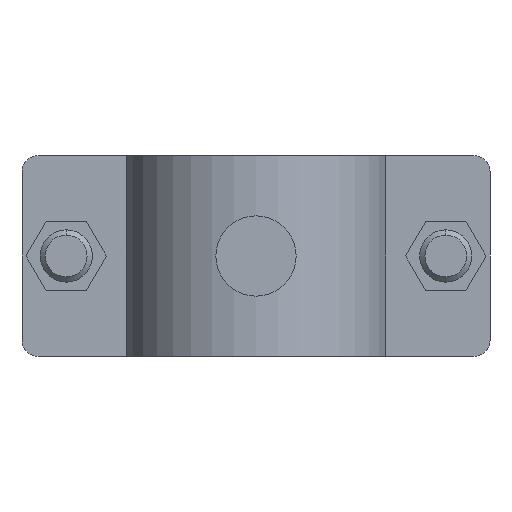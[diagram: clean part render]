
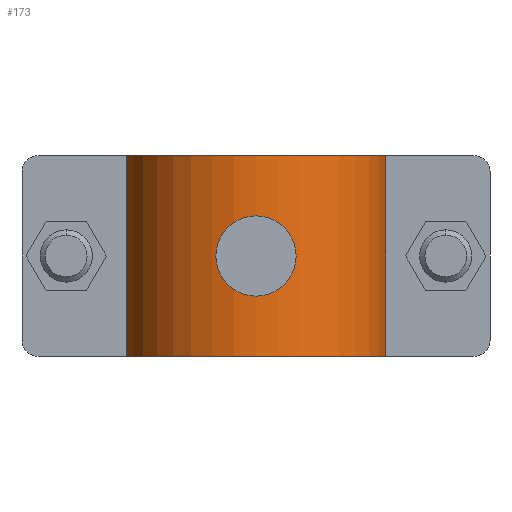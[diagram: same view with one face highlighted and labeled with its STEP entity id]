
A CAD part, front view. The second image highlights one B-rep face of the part: STEP entity #173.
In plain terms, the highlighted cylindrical face has radius 16.5 mm (diameter 33 mm), a partial arc.
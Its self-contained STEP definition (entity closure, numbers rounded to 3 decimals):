
#7 = FACE_OUTER_BOUND ( 'NONE', #2216, .T. ) ;
#173 = ADVANCED_FACE ( 'NONE', ( #7 ), #2129, .T. ) ;
#380 = CARTESIAN_POINT ( 'NONE',  ( 0., 0., 12.5 ) ) ;
#529 = CARTESIAN_POINT ( 'NONE',  ( 16.125, -3.5, 12.5 ) ) ;
#552 = VERTEX_POINT ( 'NONE', #2528 ) ;
#621 = ORIENTED_EDGE ( 'NONE', *, *, #1315, .T. ) ;
#635 = AXIS2_PLACEMENT_3D ( 'NONE', #1891, #1230, #1050 ) ;
#665 = ORIENTED_EDGE ( 'NONE', *, *, #732, .T. ) ;
#670 = DIRECTION ( 'NONE',  ( 0., 0., -1. ) ) ;
#732 = EDGE_CURVE ( 'NONE', #1844, #1267, #2415, .T. ) ;
#768 = CARTESIAN_POINT ( 'NONE',  ( -16.125, -3.5, -12.5 ) ) ;
#852 = EDGE_CURVE ( 'NONE', #1844, #2444, #1120, .T. ) ;
#907 = DIRECTION ( 'NONE',  ( -1., 0., 0. ) ) ;
#1050 = DIRECTION ( 'NONE',  ( 1., 0., 0. ) ) ;
#1112 = DIRECTION ( 'NONE',  ( 0., 0., -1. ) ) ;
#1120 = CIRCLE ( 'NONE', #2635, 16.5 ) ;
#1230 = DIRECTION ( 'NONE',  ( 0., 0., 1. ) ) ;
#1267 = VERTEX_POINT ( 'NONE', #768 ) ;
#1304 = VECTOR ( 'NONE', #1775, 1000. ) ;
#1315 = EDGE_CURVE ( 'NONE', #1267, #552, #1799, .T. ) ;
#1529 = CARTESIAN_POINT ( 'NONE',  ( 16.125, -3.5, 12.5 ) ) ;
#1624 = EDGE_CURVE ( 'NONE', #2444, #552, #2045, .T. ) ;
#1642 = DIRECTION ( 'NONE',  ( 1., 0., 0. ) ) ;
#1652 = ORIENTED_EDGE ( 'NONE', *, *, #1624, .F. ) ;
#1775 = DIRECTION ( 'NONE',  ( 0., 0., -1. ) ) ;
#1799 = CIRCLE ( 'NONE', #635, 16.5 ) ;
#1844 = VERTEX_POINT ( 'NONE', #2320 ) ;
#1891 = CARTESIAN_POINT ( 'NONE',  ( 0., 0., -12.5 ) ) ;
#2045 = LINE ( 'NONE', #529, #1304 ) ;
#2129 = CYLINDRICAL_SURFACE ( 'NONE', #2723, 16.5 ) ;
#2142 = CARTESIAN_POINT ( 'NONE',  ( 0., 0., 12.5 ) ) ;
#2216 = EDGE_LOOP ( 'NONE', ( #621, #1652, #2357, #665 ) ) ;
#2320 = CARTESIAN_POINT ( 'NONE',  ( -16.125, -3.5, 12.5 ) ) ;
#2357 = ORIENTED_EDGE ( 'NONE', *, *, #852, .F. ) ;
#2415 = LINE ( 'NONE', #2662, #2583 ) ;
#2444 = VERTEX_POINT ( 'NONE', #1529 ) ;
#2528 = CARTESIAN_POINT ( 'NONE',  ( 16.125, -3.5, -12.5 ) ) ;
#2556 = DIRECTION ( 'NONE',  ( 0., 0., 1. ) ) ;
#2583 = VECTOR ( 'NONE', #1112, 1000. ) ;
#2635 = AXIS2_PLACEMENT_3D ( 'NONE', #380, #2556, #1642 ) ;
#2662 = CARTESIAN_POINT ( 'NONE',  ( -16.125, -3.5, 12.5 ) ) ;
#2723 = AXIS2_PLACEMENT_3D ( 'NONE', #2142, #670, #907 ) ;
